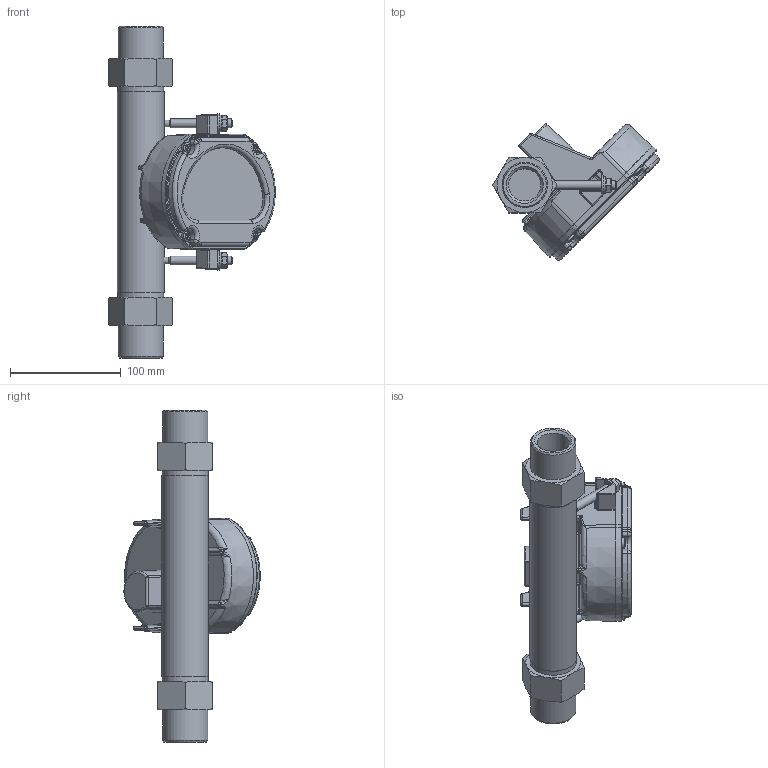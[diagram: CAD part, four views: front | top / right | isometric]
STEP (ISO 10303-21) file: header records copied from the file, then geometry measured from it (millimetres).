
FILE_DESCRIPTION(/* description */ (''),/* implementation_level */ '2;1');
FILE_NAME(/* name */ '',/* time_stamp */ '2015-02-10T11:15:18+01:00',/* author */ (''),/* organization */ (''),/* preprocessor_version */ 'ST-DEVELOPER v14',/* originating_system */ 'SIEMENS PLM Software NX 8.0',/* authorisation */ '');
FILE_SCHEMA (('CONFIG_CONTROL_DESIGN'));
Length unit declared in the file: millimetre
Products named in the file (1): sz10_1_inch_npt_f_gp
Bounding box: 150.38 x 123.08 x 300 mm (x, y, z)
Volume: 683402.4 mm3; surface area: 179862.6 mm2
Topology: 18 solids, 18 shells, 985 faces, 2299 edges, 1317 vertices
Faces by surface type: cylinder 222, plane 217, torus 217, cone 172, bspline 119, sphere 38
Full cylindrical faces by diameter (mm): 4.597 x4, 4.699 x4, 6 x2, 6.858 x2, 7.9 x2, 8.738 x2, 9.271 x4, 17.475 x2, 29.06 x2, 38.9 x2, 41 x2, 41.682 x2, 42.16 x1
Entity records: 41437 total; most frequent: CARTESIAN_POINT 19937, DIRECTION 4741, ORIENTED_EDGE 4282, EDGE_CURVE 2141, AXIS2_PLACEMENT_3D 2052, VERTEX_POINT 1304, CIRCLE 1130, EDGE_LOOP 1113
